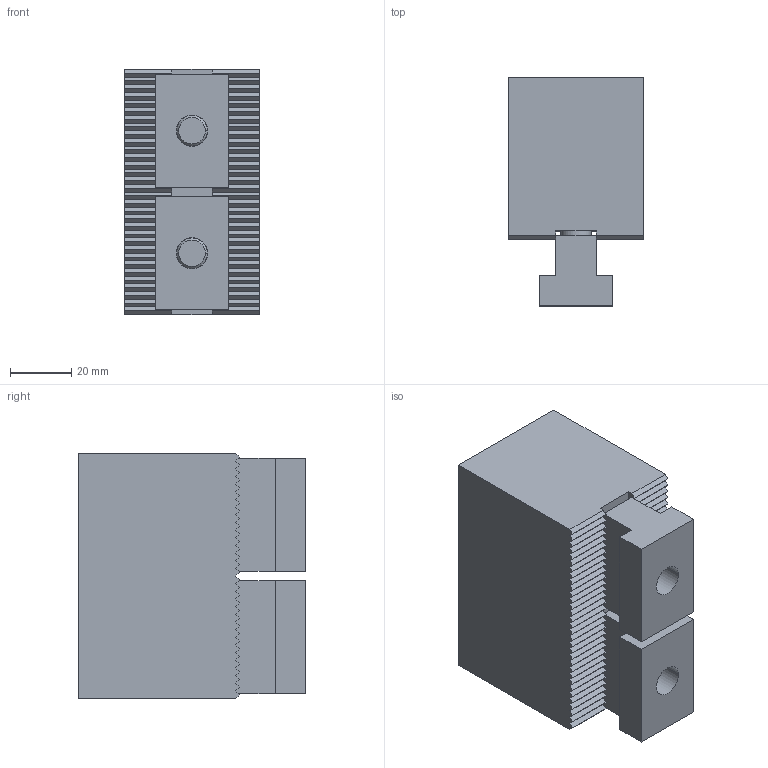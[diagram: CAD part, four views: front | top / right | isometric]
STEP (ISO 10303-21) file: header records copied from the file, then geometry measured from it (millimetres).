
FILE_DESCRIPTION(('STEP AP214'),'1');
FILE_NAME('HALDERV_EH_1586_072.stp','2017-09-06T07:06:55',('TraceParts'),('TraceParts S.A.'),'Spatial InterOp 3D',' ',' ');
FILE_SCHEMA(('automotive_design'));
Length unit declared in the file: millimetre
Products named in the file (5): HALDERV_EH_1586_072_1; HALDERV_EH_1586_072_2; HALDERV_EH_1586_072_3; HALDERV_EH_1586_072_4; HALDERV_EH_1586_072_5
Bounding box: 44 x 74.4 x 80 mm (x, y, z)
Volume: 208492.7 mm3; surface area: 39576.5 mm2
Topology: 5 solids, 5 shells, 206 faces, 568 edges, 378 vertices
Faces by surface type: plane 178, cylinder 20, torus 4, cone 4
Entity records: 8214 total; most frequent: CARTESIAN_POINT 1157, ORIENTED_EDGE 1136, DIRECTION 1048, EDGE_CURVE 568, LINE 510, VECTOR 510, VERTEX_POINT 378, AXIS2_PLACEMENT_3D 269
